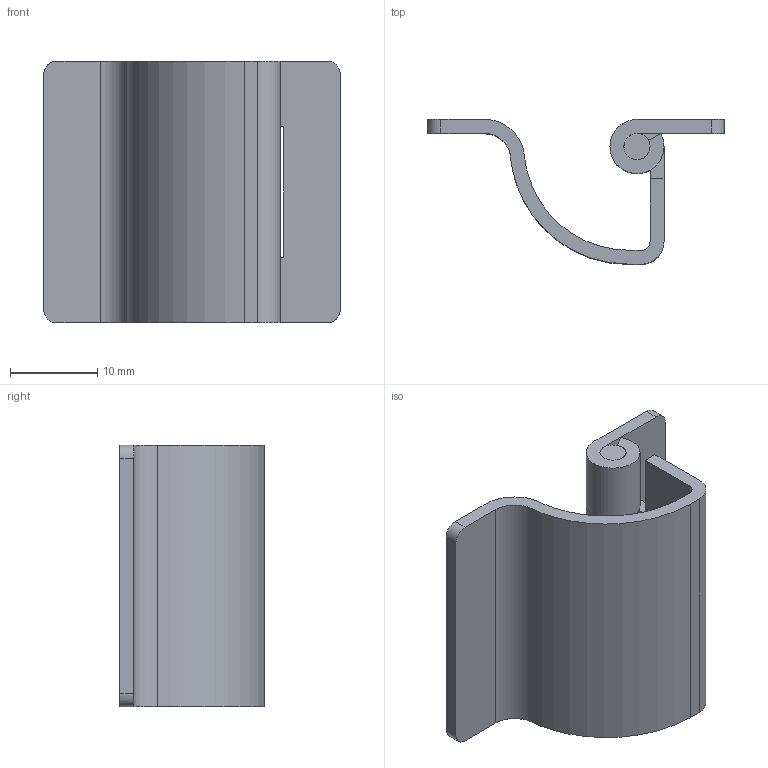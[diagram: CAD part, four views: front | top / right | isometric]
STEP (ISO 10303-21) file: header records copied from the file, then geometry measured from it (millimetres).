
FILE_DESCRIPTION((''),'2;1');
FILE_NAME('','2005-04-20T09:23:48',(''),(''),'','CADfix','');
FILE_SCHEMA(('AUTOMOTIVE_DESIGN'));
Length unit declared in the file: millimetre
Products named in the file (4): shaft; hinge piece_B; hinge piece_A; TH_27_16_6874_36
Assembly tree (3 placements, depth 2):
  TH_27_16_6874_36
    shaft
    hinge piece_B
    hinge piece_A
Bounding box: 34 x 16.6 x 30 mm (x, y, z)
Volume: 3307 mm3; surface area: 4659.2 mm2
Topology: 3 solids, 3 shells, 44 faces, 118 edges, 80 vertices
Faces by surface type: bspline 44
Entity records: 1491 total; most frequent: CARTESIAN_POINT 714, ORIENTED_EDGE 236, EDGE_CURVE 118, VERTEX_POINT 80, QUASI_UNIFORM_CURVE 78, EDGE_LOOP 44, FACE_OUTER_BOUND 44, ADVANCED_FACE 44
